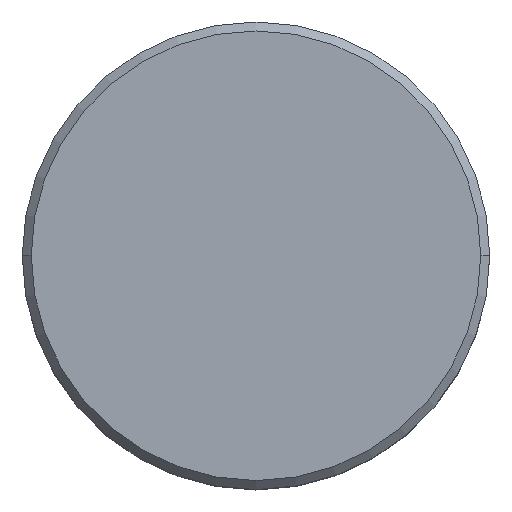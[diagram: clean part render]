
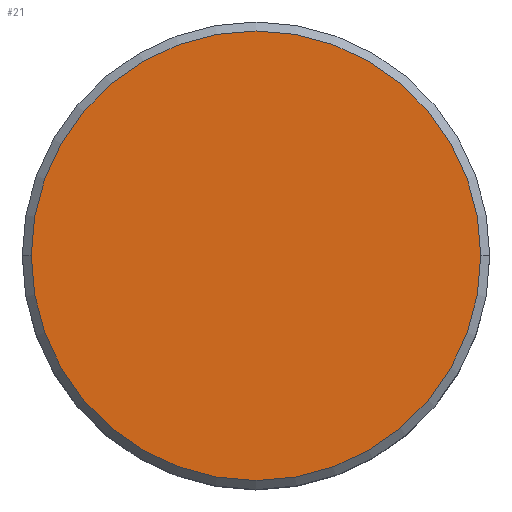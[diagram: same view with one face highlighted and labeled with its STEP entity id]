
A CAD part, top view. The second image highlights one B-rep face of the part: STEP entity #21.
In plain terms, the highlighted planar face has unit normal (0, 0, 1).
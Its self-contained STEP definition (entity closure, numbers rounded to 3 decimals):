
#21 = ADVANCED_FACE ( 'NONE', ( #64 ), #448, .T. ) ;
#25 = DIRECTION ( 'NONE',  ( 0., 0., 1. ) ) ;
#30 = DIRECTION ( 'NONE',  ( 1., 0., 0. ) ) ;
#39 = CARTESIAN_POINT ( 'NONE',  ( -12.5, 0., 0. ) ) ;
#64 = FACE_OUTER_BOUND ( 'NONE', #194, .T. ) ;
#85 = ORIENTED_EDGE ( 'NONE', *, *, #415, .T. ) ;
#117 = CARTESIAN_POINT ( 'NONE',  ( 0., 0., 0. ) ) ;
#121 = DIRECTION ( 'NONE',  ( 1., 0., 0. ) ) ;
#153 = VERTEX_POINT ( 'NONE', #39 ) ;
#187 = CARTESIAN_POINT ( 'NONE',  ( 0., 0., 0. ) ) ;
#194 = EDGE_LOOP ( 'NONE', ( #233, #85 ) ) ;
#229 = VERTEX_POINT ( 'NONE', #324 ) ;
#233 = ORIENTED_EDGE ( 'NONE', *, *, #385, .T. ) ;
#254 = AXIS2_PLACEMENT_3D ( 'NONE', #117, #444, #121 ) ;
#273 = CARTESIAN_POINT ( 'NONE',  ( 0., 0., 0. ) ) ;
#276 = CIRCLE ( 'NONE', #341, 12.5 ) ;
#324 = CARTESIAN_POINT ( 'NONE',  ( 12.5, 0., 0. ) ) ;
#325 = DIRECTION ( 'NONE',  ( 1., 0., 0. ) ) ;
#341 = AXIS2_PLACEMENT_3D ( 'NONE', #187, #401, #325 ) ;
#385 = EDGE_CURVE ( 'NONE', #153, #229, #276, .T. ) ;
#388 = AXIS2_PLACEMENT_3D ( 'NONE', #273, #25, #30 ) ;
#401 = DIRECTION ( 'NONE',  ( 0., 0., 1. ) ) ;
#415 = EDGE_CURVE ( 'NONE', #229, #153, #458, .T. ) ;
#444 = DIRECTION ( 'NONE',  ( 0., 0., 1. ) ) ;
#448 = PLANE ( 'NONE',  #388 ) ;
#458 = CIRCLE ( 'NONE', #254, 12.5 ) ;
